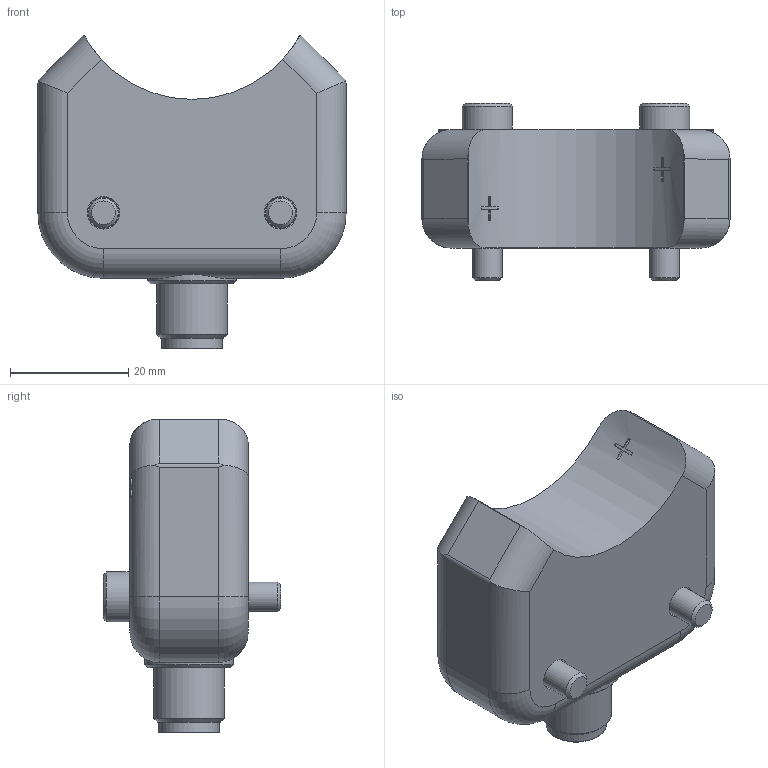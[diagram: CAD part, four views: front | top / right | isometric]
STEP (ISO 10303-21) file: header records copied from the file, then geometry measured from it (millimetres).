
FILE_DESCRIPTION(/* description */ ('STEP AP214'),/* implementation_level */ '2;1');
FILE_NAME(/* name */ '8140399_SRBI-C2-N-1-P-M12',/* time_stamp */ '2024-09-15T14:29:22+02:00',/* author */ ('License CC BY-ND 4.0'),/* organization */ ('CADENAS'),/* preprocessor_version */ 'ST-DEVELOPER v19.3',/* originating_system */ 'PARTsolutions',/* authorisation */ ' ');
FILE_SCHEMA (('AUTOMOTIVE_DESIGN {1 0 10303 214 3 1 1}'));
Length unit declared in the file: millimetre
Products named in the file (4): 8140399 SRBI-C2-N-1-P-M12---(high); 8140399 SRBI-C2-N-1-P-M12---(h.high); DIN-433 M5(F); DIN-912 - M5x25(F)
Assembly tree (5 placements, depth 2):
  8140399 SRBI-C2-N-1-P-M12---(high)
    8140399 SRBI-C2-N-1-P-M12---(h.high)
    DIN-433 M5(F)  x2
    DIN-912 - M5x25(F)  x2
Bounding box: 52.17 x 30 x 53.04 mm (x, y, z)
Volume: 34995.5 mm3; surface area: 9428.7 mm2
Topology: 5 solids, 5 shells, 168 faces, 371 edges, 227 vertices
Faces by surface type: plane 80, cylinder 45, cone 24, torus 15, sphere 4
Full cylindrical faces by diameter (mm): 1 x4, 3 x1, 5 x2, 5.3 x2, 5.5 x2, 8.3 x1, 8.5 x2, 9 x4, 10.2 x1, 12 x1, 15 x1
Entity records: 4453 total; most frequent: CARTESIAN_POINT 757, DIRECTION 626, ORIENTED_EDGE 514, AXIS2_PLACEMENT_3D 259, EDGE_CURVE 257, FACE_BOUND 195, EDGE_LOOP 194, VERTEX_POINT 180
